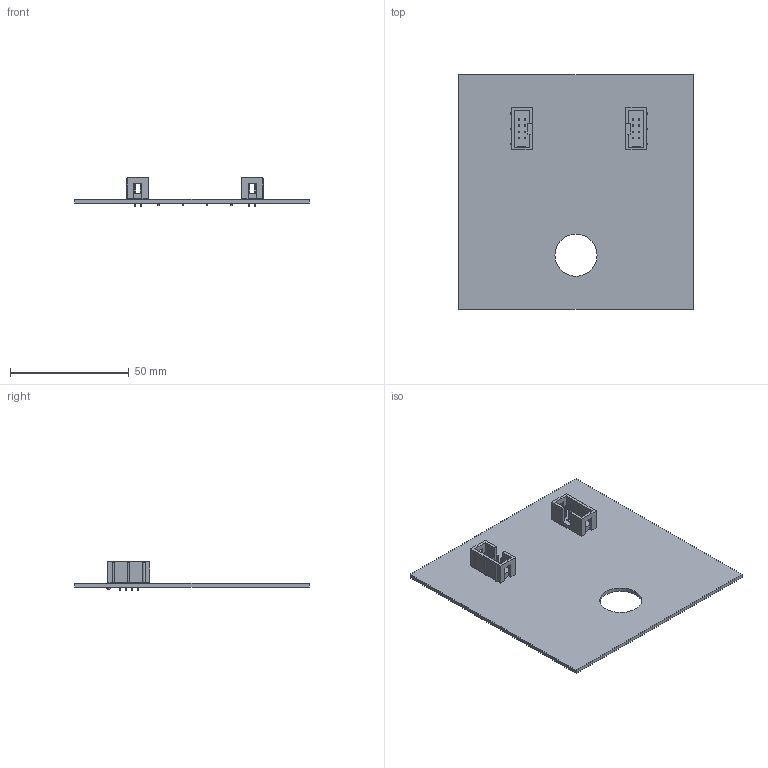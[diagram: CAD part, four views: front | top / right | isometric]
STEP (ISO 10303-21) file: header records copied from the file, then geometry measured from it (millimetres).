
FILE_DESCRIPTION(('FreeCAD Model'),'2;1');
FILE_NAME( 'Face2.step', '2019-07-10T02:16:24',('Author'),(''), 'Open CASCADE STEP processor 7.3','FreeCAD','Unknown');
FILE_SCHEMA(('AUTOMOTIVE_DESIGN { 1 0 10303 214 1 1 1 1 }'));
Length unit declared in the file: millimetre
Products named in the file (13): Face2; Board_GeomsFace2; PcbFace2; PCB_Sketch; Step_ModelsFace2; TopFace2; J2_; J2_001; BotFace2; LED2_; LED2_001; LED2_002; LED2_003
Assembly tree (12 placements, depth 4):
  Face2
    Board_GeomsFace2
      PcbFace2
      PCB_Sketch
    Step_ModelsFace2
      TopFace2
        J2_
        J2_001
      BotFace2
        LED2_
        LED2_001
        LED2_002
        LED2_003
Bounding box: 99.06 x 99.06 x 12.1 mm (x, y, z)
Volume: 16673.7 mm3; surface area: 22305.3 mm2
Topology: 7 solids, 7 shells, 595 faces, 1480 edges, 943 vertices
Faces by surface type: plane 528, cylinder 67
Full cylindrical faces by diameter (mm): 1 x12, 1.016 x16, 17.78 x1
Entity records: 21595 total; most frequent: CARTESIAN_POINT 3032, ORIENTED_EDGE 2950, DIRECTION 2843, EDGE_CURVE 1475, LINE 1333, VECTOR 1333, VERTEX_POINT 934, AXIS2_PLACEMENT_3D 755
